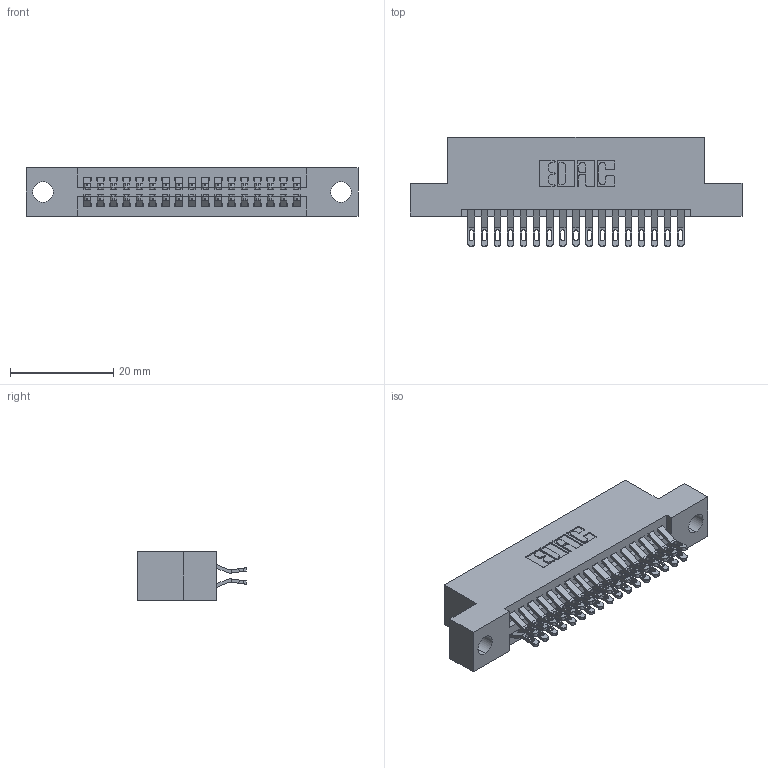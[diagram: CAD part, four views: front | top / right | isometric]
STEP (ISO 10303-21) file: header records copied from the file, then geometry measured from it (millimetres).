
FILE_DESCRIPTION (( 'STEP AP203' ), '1' );
FILE_NAME ('395-034-555-204.STEP', '2021-06-16T20:53:19', ( '' ), ( '' ), 'SwSTEP 2.0', 'SolidWorks 2020', '' );
FILE_SCHEMA (( 'CONFIG_CONTROL_DESIGN' ));
Length unit declared in the file: inch
Products named in the file (3): 395-034-555-204; 345-292-001_555 Tail; 345 Part_Flush Mounting Lugs - 0.156 Dia-TI
Assembly tree (35 placements, depth 2):
  395-034-555-204
    345 Part_Flush Mounting Lugs - 0.156 Dia-TI
    345-292-001_555 Tail  x34
Bounding box: 64.39 x 21.13 x 9.4 mm (x, y, z)
Volume: 6015.4 mm3; surface area: 8602.2 mm2
Topology: 35 solids, 35 shells, 2044 faces, 6395 edges, 4262 vertices
Faces by surface type: plane 1148, cylinder 896
Entity records: 17449 total; most frequent: CARTESIAN_POINT 2988, ORIENTED_EDGE 2890, DIRECTION 2633, EDGE_CURVE 1445, VECTOR 1225, LINE 1225, VERTEX_POINT 962, AXIS2_PLACEMENT_3D 704
